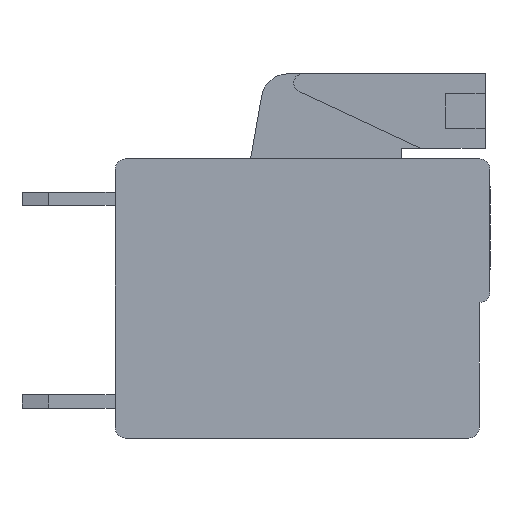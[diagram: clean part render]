
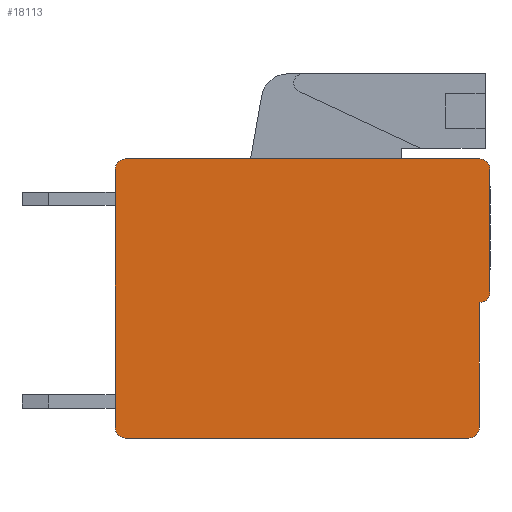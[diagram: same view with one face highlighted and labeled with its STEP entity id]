
A CAD part, front view. The second image highlights one B-rep face of the part: STEP entity #18113.
In plain terms, the highlighted planar face has unit normal (0, -1, 0).
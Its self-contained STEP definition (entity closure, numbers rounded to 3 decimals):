
#319=DIRECTION('',(-1.,0.,0.));
#320=VECTOR('',#319,13.3);
#321=CARTESIAN_POINT('',(13.7,-71.12,
0.));
#322=LINE('',#321,#320);
#3453=DIRECTION('',(0.,0.,1.));
#3454=VECTOR('',#3453,4.6);
#3455=CARTESIAN_POINT('',(14.1,-71.12,-5.));
#3456=LINE('',#3455,#3454);
#4169=DIRECTION('',(0.,0.,1.));
#4170=VECTOR('',#4169,4.7);
#4171=CARTESIAN_POINT('',(13.7,-71.12,-10.1));
#4172=LINE('',#4171,#4170);
#4177=DIRECTION('',(1.,0.,0.));
#4178=VECTOR('',#4177,12.9);
#4179=CARTESIAN_POINT('',(0.4,-71.12,
-10.5));
#4180=LINE('',#4179,#4178);
#4693=DIRECTION('',(0.,0.,-1.));
#4694=VECTOR('',#4693,9.7);
#4695=CARTESIAN_POINT('',(0.,-71.12,
-0.4));
#4696=LINE('',#4695,#4694);
#6273=CARTESIAN_POINT('',(0.4,-71.12,
-10.1));
#6274=DIRECTION('',(0.,1.,0.));
#6275=DIRECTION('',(0.,0.,-1.));
#6276=AXIS2_PLACEMENT_3D('',#6273,#6274,#6275);
#6278=CARTESIAN_POINT('',(0.4,-71.12,
-0.4));
#6279=DIRECTION('',(0.,1.,0.));
#6280=DIRECTION('',(-1.,0.,0.));
#6281=AXIS2_PLACEMENT_3D('',#6278,#6279,#6280);
#6283=CARTESIAN_POINT('',(13.7,-71.12,-0.4));
#6284=DIRECTION('',(0.,1.,0.));
#6285=DIRECTION('',(0.,0.,1.));
#6286=AXIS2_PLACEMENT_3D('',#6283,#6284,#6285);
#6288=CARTESIAN_POINT('',(13.7,-71.12,-5.));
#6289=DIRECTION('',(0.,1.,0.));
#6290=DIRECTION('',(1.,0.,0.));
#6291=AXIS2_PLACEMENT_3D('',#6288,#6289,#6290);
#6293=CARTESIAN_POINT('',(13.3,-71.12,-10.1));
#6294=DIRECTION('',(0.,1.,0.));
#6295=DIRECTION('',(1.,0.,0.));
#6296=AXIS2_PLACEMENT_3D('',#6293,#6294,#6295);
#8495=CARTESIAN_POINT('',(13.7,-71.12,
0.));
#8496=CARTESIAN_POINT('',(0.4,-71.12,
0.));
#8497=VERTEX_POINT('',#8495);
#8498=VERTEX_POINT('',#8496);
#8499=CARTESIAN_POINT('',(0.,-71.12,
-0.4));
#8500=CARTESIAN_POINT('',(0.,-71.12,
-10.1));
#8501=VERTEX_POINT('',#8499);
#8502=VERTEX_POINT('',#8500);
#8519=CARTESIAN_POINT('',(0.4,-71.12,
-10.5));
#8520=VERTEX_POINT('',#8519);
#8521=CARTESIAN_POINT('',(14.1,-71.12,-0.4));
#8522=VERTEX_POINT('',#8521);
#8523=CARTESIAN_POINT('',(14.1,-71.12,-5.));
#8524=VERTEX_POINT('',#8523);
#8525=CARTESIAN_POINT('',(13.7,-71.12,-5.4));
#8526=VERTEX_POINT('',#8525);
#8527=CARTESIAN_POINT('',(13.7,-71.12,-10.1));
#8528=VERTEX_POINT('',#8527);
#8529=CARTESIAN_POINT('',(13.3,-71.12,
-10.5));
#8530=VERTEX_POINT('',#8529);
#18096=CARTESIAN_POINT('',(7.05,-71.12,-5.25));
#18097=DIRECTION('',(0.,1.,0.));
#18098=DIRECTION('',(1.,0.,0.));
#18099=AXIS2_PLACEMENT_3D('',#18096,#18097,#18098);
#18100=PLANE('',#18099);
#18101=ORIENTED_EDGE('',*,*,#14909,.T.);
#18102=ORIENTED_EDGE('',*,*,#14938,.F.);
#18103=ORIENTED_EDGE('',*,*,#18088,.T.);
#18104=ORIENTED_EDGE('',*,*,#8775,.F.);
#18105=ORIENTED_EDGE('',*,*,#13083,.T.);
#18106=ORIENTED_EDGE('',*,*,#13098,.F.);
#18107=ORIENTED_EDGE('',*,*,#14821,.T.);
#18108=ORIENTED_EDGE('',*,*,#14836,.F.);
#18109=ORIENTED_EDGE('',*,*,#14851,.T.);
#18110=ORIENTED_EDGE('',*,*,#14868,.F.);
#18111=EDGE_LOOP('',(#18101,#18102,#18103,#18104,#18105,#18106,#18107,#18108,
#18109,#18110));
#18112=FACE_OUTER_BOUND('',#18111,.F.);
#6277=CIRCLE('',#6276,0.4);
#6282=CIRCLE('',#6281,0.4);
#6287=CIRCLE('',#6286,0.4);
#6292=CIRCLE('',#6291,0.4);
#6297=CIRCLE('',#6296,0.4);
#8775=EDGE_CURVE('',#8497,#8498,#322,.T.);
#13083=EDGE_CURVE('',#8497,#8522,#6287,.T.);
#13098=EDGE_CURVE('',#8524,#8522,#3456,.T.);
#14821=EDGE_CURVE('',#8524,#8526,#6292,.T.);
#14836=EDGE_CURVE('',#8528,#8526,#4172,.T.);
#14851=EDGE_CURVE('',#8528,#8530,#6297,.T.);
#14868=EDGE_CURVE('',#8520,#8530,#4180,.T.);
#14909=EDGE_CURVE('',#8520,#8502,#6277,.T.);
#14938=EDGE_CURVE('',#8501,#8502,#4696,.T.);
#18088=EDGE_CURVE('',#8501,#8498,#6282,.T.);
#18113=ADVANCED_FACE('',(#18112),#18100,.F.);
